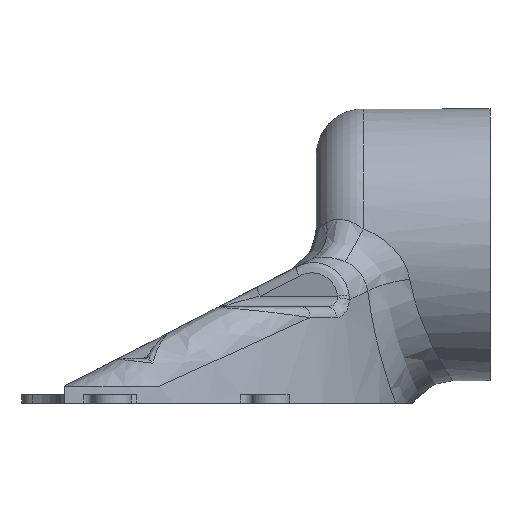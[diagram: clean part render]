
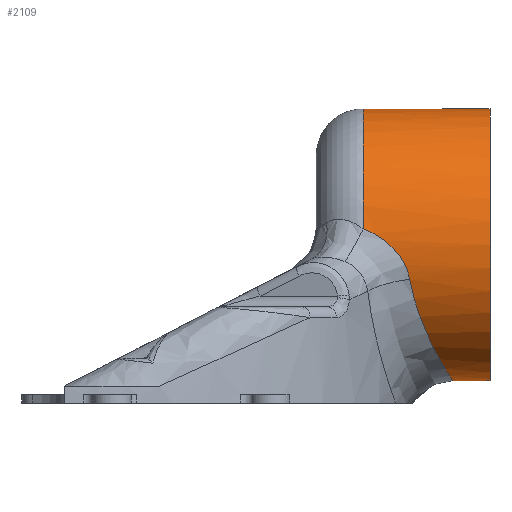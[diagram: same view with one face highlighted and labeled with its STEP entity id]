
A CAD part, left-side view. The second image highlights one B-rep face of the part: STEP entity #2109.
In plain terms, the highlighted cylindrical face has radius 31.75 mm (diameter 63.5 mm), a full revolution.
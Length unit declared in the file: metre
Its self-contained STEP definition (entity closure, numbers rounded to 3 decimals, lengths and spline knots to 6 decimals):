
#95=B_SPLINE_CURVE_WITH_KNOTS('',3,(#3804,#3805,#3806,#3807,#3808,#3809,
#3810,#3811),.UNSPECIFIED.,.F.,.F.,(4,1,1,1,1,4),(0.,0.004181,
0.008361,0.010451,0.012542,0.016722),
 .UNSPECIFIED.);
#96=B_SPLINE_CURVE_WITH_KNOTS('',3,(#3813,#3814,#3815,#3816,#3817,#3818,
#3819,#3820,#3821,#3822,#3823,#3824,#3825,#3826,#3827,#3828,#3829,#3830,
#3831,#3832,#3833,#3834,#3835),.UNSPECIFIED.,.F.,.F.,(4,1,1,1,1,1,1,1,1,
1,1,1,1,1,1,1,1,1,1,1,4),(0.,0.005357,0.010714,0.016072,
0.021429,0.024107,0.026786,0.029465,
0.032143,0.0375,0.040179,0.042858,
0.048215,0.050893,0.053572,0.058929,
0.064286,0.069644,0.075001,0.080358,
0.085715),.UNSPECIFIED.);
#97=B_SPLINE_CURVE_WITH_KNOTS('',3,(#3837,#3838,#3839,#3840,#3841,#3842,
#3843,#3844),.UNSPECIFIED.,.F.,.F.,(4,1,1,1,1,4),(0.,0.004186,
0.006279,0.008372,0.012558,0.016743),
 .UNSPECIFIED.);
#628=ORIENTED_EDGE('',*,*,#1184,.T.);
#629=ORIENTED_EDGE('',*,*,#1192,.T.);
#630=ORIENTED_EDGE('',*,*,#1193,.T.);
#631=ORIENTED_EDGE('',*,*,#1194,.T.);
#632=ORIENTED_EDGE('',*,*,#1190,.F.);
#1184=EDGE_CURVE('',#1478,#1479,#1640,.T.);
#1190=EDGE_CURVE('',#1484,#1484,#1642,.T.);
#1192=EDGE_CURVE('',#1479,#1485,#95,.T.);
#1193=EDGE_CURVE('',#1485,#1486,#96,.T.);
#1194=EDGE_CURVE('',#1486,#1478,#97,.T.);
#1478=VERTEX_POINT('',#3765);
#1479=VERTEX_POINT('',#3766);
#1484=VERTEX_POINT('',#3800);
#1485=VERTEX_POINT('',#3812);
#1486=VERTEX_POINT('',#3836);
#1640=CIRCLE('',#2330,0.03175);
#1642=CIRCLE('',#2333,0.03175);
#1770=EDGE_LOOP('',(#628,#629,#630,#631));
#1771=EDGE_LOOP('',(#632));
#1928=FACE_BOUND('',#1770,.T.);
#1929=FACE_BOUND('',#1771,.T.);
#2049=CYLINDRICAL_SURFACE('',#2335,0.03175);
#2109=ADVANCED_FACE('',(#1928,#1929),#2049,.T.);
#2330=AXIS2_PLACEMENT_3D('',#3764,#2758,#2759);
#2333=AXIS2_PLACEMENT_3D('',#3799,#2764,#2765);
#2335=AXIS2_PLACEMENT_3D('',#3803,#2769,#2770);
#2758=DIRECTION('',(0.,-1.,0.));
#2759=DIRECTION('',(0.,0.,-1.));
#2764=DIRECTION('',(0.,-1.,0.));
#2765=DIRECTION('',(0.,0.,-1.));
#2769=DIRECTION('',(0.,-1.,0.));
#2770=DIRECTION('',(0.,0.,-1.));
#3764=CARTESIAN_POINT('',(0.,-0.0697,0.037));
#3765=CARTESIAN_POINT('',(0.031534,-0.0697,0.040698));
#3766=CARTESIAN_POINT('',(-0.031534,-0.0697,0.040698));
#3799=CARTESIAN_POINT('',(0.,-0.0993,0.037));
#3800=CARTESIAN_POINT('',(0.,-0.0993,0.00525));
#3803=CARTESIAN_POINT('',(0.,-0.0587,0.037));
#3804=CARTESIAN_POINT('',(-0.031534,-0.0697,0.040698));
#3805=CARTESIAN_POINT('',(-0.031592,-0.071017,0.040201));
#3806=CARTESIAN_POINT('',(-0.031715,-0.073517,0.038975));
#3807=CARTESIAN_POINT('',(-0.031778,-0.076281,0.036751));
#3808=CARTESIAN_POINT('',(-0.031677,-0.078079,0.034631));
#3809=CARTESIAN_POINT('',(-0.031435,-0.079597,0.032251));
#3810=CARTESIAN_POINT('',(-0.031064,-0.080303,0.03029));
#3811=CARTESIAN_POINT('',(-0.03071,-0.080548,0.028941));
#3812=CARTESIAN_POINT('',(-0.03071,-0.080548,0.028941));
#3813=CARTESIAN_POINT('',(-0.03071,-0.080548,0.028941));
#3814=CARTESIAN_POINT('',(-0.030256,-0.080862,0.027211));
#3815=CARTESIAN_POINT('',(-0.029086,-0.081654,0.023923));
#3816=CARTESIAN_POINT('',(-0.026586,-0.0832,0.019389));
#3817=CARTESIAN_POINT('',(-0.023411,-0.084926,0.015352));
#3818=CARTESIAN_POINT('',(-0.020287,-0.08636,0.012471));
#3819=CARTESIAN_POINT('',(-0.01748,-0.087446,0.010453));
#3820=CARTESIAN_POINT('',(-0.015269,-0.088195,0.009123));
#3821=CARTESIAN_POINT('',(-0.012941,-0.08887,0.007967));
#3822=CARTESIAN_POINT('',(-0.009649,-0.089655,0.006661));
#3823=CARTESIAN_POINT('',(-0.006212,-0.090209,0.005775));
#3824=CARTESIAN_POINT('',(-0.002672,-0.090495,0.005324));
#3825=CARTESIAN_POINT('',(0.000964,-0.09059,0.005174));
#3826=CARTESIAN_POINT('',(0.004508,-0.090391,0.005485));
#3827=CARTESIAN_POINT('',(0.007974,-0.089926,0.006229));
#3828=CARTESIAN_POINT('',(0.011399,-0.089283,0.007274));
#3829=CARTESIAN_POINT('',(0.015341,-0.088228,0.009043));
#3830=CARTESIAN_POINT('',(0.01967,-0.086644,0.011901));
#3831=CARTESIAN_POINT('',(0.02342,-0.084921,0.015362));
#3832=CARTESIAN_POINT('',(0.02659,-0.083197,0.019396));
#3833=CARTESIAN_POINT('',(0.029087,-0.081653,0.023927));
#3834=CARTESIAN_POINT('',(0.030256,-0.080862,0.027212));
#3835=CARTESIAN_POINT('',(0.03071,-0.080548,0.028941));
#3836=CARTESIAN_POINT('',(0.03071,-0.080548,0.028941));
#3837=CARTESIAN_POINT('',(0.03071,-0.080548,0.028941));
#3838=CARTESIAN_POINT('',(0.031064,-0.080303,0.030291));
#3839=CARTESIAN_POINT('',(0.031434,-0.079603,0.032238));
#3840=CARTESIAN_POINT('',(0.031677,-0.078079,0.034632));
#3841=CARTESIAN_POINT('',(0.031777,-0.076285,0.036747));
#3842=CARTESIAN_POINT('',(0.031715,-0.073518,0.038974));
#3843=CARTESIAN_POINT('',(0.031592,-0.071017,0.040201));
#3844=CARTESIAN_POINT('',(0.031534,-0.0697,0.040698));
